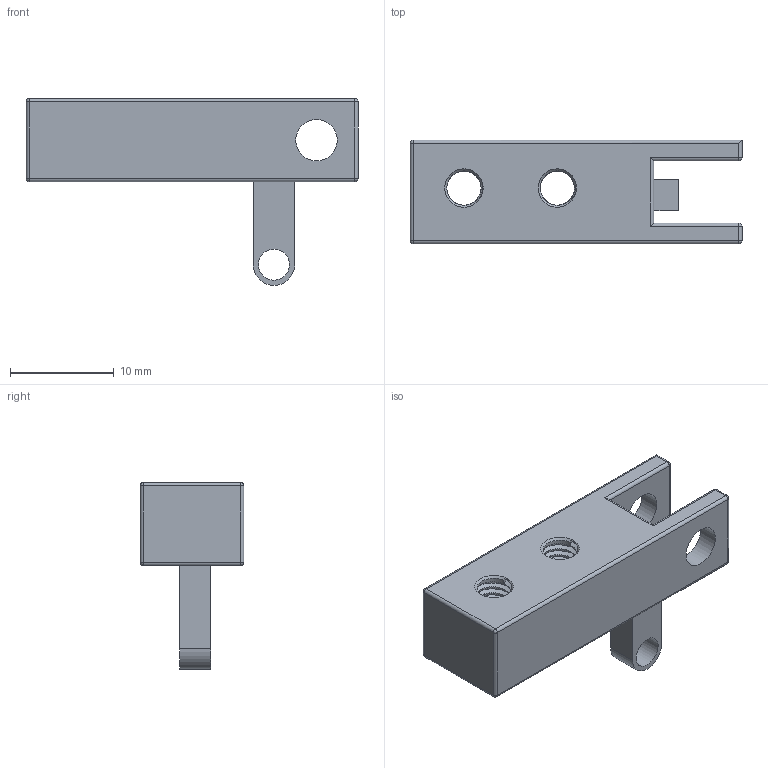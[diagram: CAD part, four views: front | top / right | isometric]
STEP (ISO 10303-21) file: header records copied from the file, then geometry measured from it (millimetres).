
FILE_DESCRIPTION(/* description */ (''),/* implementation_level */ '2;1');
FILE_NAME(/* name */ '31sj2.stp',/* time_stamp */ '2019-05-31T16:01:01+08:00',/* author */ (''),/* organization */ (''),/* preprocessor_version */ 'ST-DEVELOPER v16',/* originating_system */ 'SIEMENS PLM Software NX 10.0',/* authorisation */ '');
FILE_SCHEMA (('CONFIG_CONTROL_DESIGN'));
Length unit declared in the file: millimetre
Products named in the file (1): 31sj2
Bounding box: 32 x 10 x 18 mm (x, y, z)
Volume: 2055.2 mm3; surface area: 1716.7 mm2
Topology: 1 solids, 1 shells, 59 faces, 149 edges, 84 vertices
Faces by surface type: cylinder 26, plane 17, sphere 8, cone 4, bspline 4
Full cylindrical faces by diameter (mm): 3 x1, 4 x2
Entity records: 7418 total; most frequent: CARTESIAN_POINT 6020, DIRECTION 270, ORIENTED_EDGE 264, EDGE_CURVE 132, AXIS2_PLACEMENT_3D 104, VERTEX_POINT 80, EDGE_LOOP 74, LINE 62
